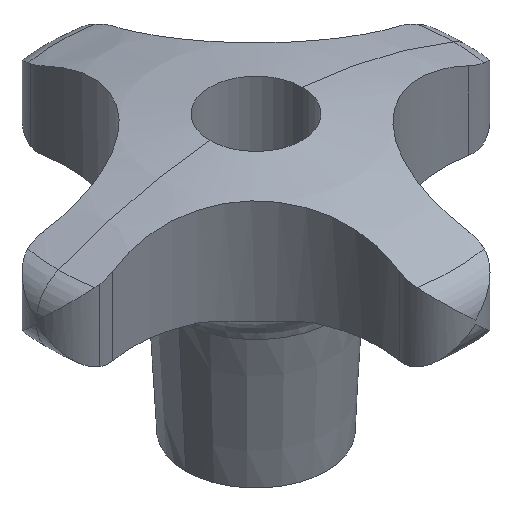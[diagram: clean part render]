
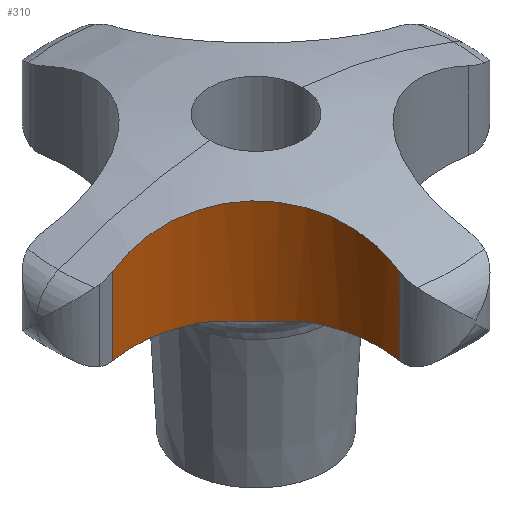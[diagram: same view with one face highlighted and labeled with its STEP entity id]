
A CAD part, isometric view. The second image highlights one B-rep face of the part: STEP entity #310.
In plain terms, the highlighted cylindrical face has radius 28 mm (diameter 56 mm), a partial arc.
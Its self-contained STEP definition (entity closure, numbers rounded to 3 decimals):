
#310=ADVANCED_FACE('',(#804),#805,.F.);
#342=VERTEX_POINT('',#838);
#378=EDGE_CURVE('',#410,#650,#878,.T.);
#404=EDGE_CURVE('',#730,#410,#905,.T.);
#410=VERTEX_POINT('',#912);
#556=EDGE_CURVE('',#634,#730,#1080,.T.);
#574=EDGE_CURVE('',#724,#650,#1099,.T.);
#578=EDGE_CURVE('',#724,#342,#1103,.T.);
#634=VERTEX_POINT('',#1162);
#650=VERTEX_POINT('',#1178);
#656=EDGE_CURVE('',#342,#634,#1184,.T.);
#724=VERTEX_POINT('',#1258);
#730=VERTEX_POINT('',#1265);
#804=FACE_OUTER_BOUND('',#1374,.T.);
#805=CYLINDRICAL_SURFACE('',#1375,28.);
#838=CARTESIAN_POINT('',(-10.017,-23.541,38.0));
#878=B_SPLINE_CURVE_WITH_KNOTS('',3,(#1558,#1559,#1560,#1561,#1562,#1563,#1564,#1565,#1566,#1567,#1568,#1569,#1570,#1571,#1572,#1573,#1574,#1575,#1576,#1577,#1578,#1579,#1580,#1581,#1582,#1583,#1584,#1585,#1586,#1587,#1588,#1589,#1590,#1591,#1592,#1593,#1594,#1595),.UNSPECIFIED.,.F.,.F.,(4,2,2,2,2,2,2,2,2,2,2,2,2,2,2,2,2,2,4),(48.185,51.308,54.431,57.554,60.677,63.799,66.922,70.045,73.168,76.266,79.363,82.46,85.558,88.655,91.753,94.85,97.948,101.239,102.162),.UNSPECIFIED.);
#905=LINE('',#1660,#1661);
#912=CARTESIAN_POINT('',(-40.531,-7.864,55.674));
#1080=CIRCLE('',#2023,28.);
#1099=LINE('',#2063,#2064);
#1103=CIRCLE('',#2069,28.);
#1162=CARTESIAN_POINT('',(-23.541,-10.017,38.0));
#1178=CARTESIAN_POINT('',(-7.864,-40.531,55.674));
#1184=B_SPLINE_CURVE_WITH_KNOTS('',3,(#2285,#2286,#2287,#2288,#2289,#2290,#2291,#2292,#2293,#2294,#2295,#2296,#2297,#2298,#2299,#2300),.UNSPECIFIED.,.F.,.F.,(4,2,2,2,2,2,2,4),(-22.311,-19.198,-15.542,-13.652,-12.169,-10.542,-7.957,-2.823),.UNSPECIFIED.);
#1258=CARTESIAN_POINT('',(-7.864,-40.531,38.0));
#1265=CARTESIAN_POINT('',(-40.531,-7.864,38.0));
#1374=EDGE_LOOP('',(#2532,#2533,#2534,#2535,#2536,#2537));
#1375=AXIS2_PLACEMENT_3D('',#2538,#2539,#2540);
#1558=CARTESIAN_POINT('',(-40.531,-7.864,55.674));
#1559=CARTESIAN_POINT('',(-39.57,-7.684,56.032));
#1560=CARTESIAN_POINT('',(-38.58,-7.552,56.383));
#1561=CARTESIAN_POINT('',(-36.561,-7.394,57.06));
#1562=CARTESIAN_POINT('',(-35.532,-7.369,57.387));
#1563=CARTESIAN_POINT('',(-33.457,-7.435,58.006));
#1564=CARTESIAN_POINT('',(-32.411,-7.526,58.3));
#1565=CARTESIAN_POINT('',(-30.323,-7.829,58.846));
#1566=CARTESIAN_POINT('',(-29.281,-8.041,59.1));
#1567=CARTESIAN_POINT('',(-27.222,-8.583,59.561));
#1568=CARTESIAN_POINT('',(-26.204,-8.915,59.769));
#1569=CARTESIAN_POINT('',(-24.211,-9.692,60.137));
#1570=CARTESIAN_POINT('',(-23.236,-10.139,60.296));
#1571=CARTESIAN_POINT('',(-21.349,-11.138,60.564));
#1572=CARTESIAN_POINT('',(-20.436,-11.69,60.673));
#1573=CARTESIAN_POINT('',(-18.69,-12.886,60.838));
#1574=CARTESIAN_POINT('',(-17.856,-13.53,60.895));
#1575=CARTESIAN_POINT('',(-16.289,-14.886,60.958));
#1576=CARTESIAN_POINT('',(-15.536,-15.613,60.966));
#1577=CARTESIAN_POINT('',(-14.107,-17.159,60.931));
#1578=CARTESIAN_POINT('',(-13.431,-17.979,60.888));
#1579=CARTESIAN_POINT('',(-12.173,-19.697,60.75));
#1580=CARTESIAN_POINT('',(-11.59,-20.595,60.655));
#1581=CARTESIAN_POINT('',(-10.532,-22.452,60.414));
#1582=CARTESIAN_POINT('',(-10.056,-23.411,60.269));
#1583=CARTESIAN_POINT('',(-9.219,-25.37,59.93));
#1584=CARTESIAN_POINT('',(-8.858,-26.372,59.736));
#1585=CARTESIAN_POINT('',(-8.253,-28.398,59.304));
#1586=CARTESIAN_POINT('',(-8.01,-29.423,59.066));
#1587=CARTESIAN_POINT('',(-7.643,-31.473,58.552));
#1588=CARTESIAN_POINT('',(-7.518,-32.498,58.276));
#1589=CARTESIAN_POINT('',(-7.382,-34.527,57.693));
#1590=CARTESIAN_POINT('',(-7.371,-35.531,57.386));
#1591=CARTESIAN_POINT('',(-7.452,-37.556,56.733));
#1592=CARTESIAN_POINT('',(-7.553,-38.606,56.375));
#1593=CARTESIAN_POINT('',(-7.759,-39.945,55.891));
#1594=CARTESIAN_POINT('',(-7.809,-40.238,55.783));
#1595=CARTESIAN_POINT('',(-7.864,-40.531,55.674));
#1660=CARTESIAN_POINT('',(-40.531,-7.864,0.));
#1661=VECTOR('',#2643,1.0);
#2023=AXIS2_PLACEMENT_3D('',#2912,#2913,#2914);
#2063=CARTESIAN_POINT('',(-7.864,-40.531,0.));
#2064=VECTOR('',#2932,1.0);
#2069=AXIS2_PLACEMENT_3D('',#2933,#2934,#2935);
#2285=CARTESIAN_POINT('',(-10.017,-23.541,38.0));
#2286=CARTESIAN_POINT('',(-10.456,-22.602,38.0));
#2287=CARTESIAN_POINT('',(-10.945,-21.69,37.91));
#2288=CARTESIAN_POINT('',(-12.112,-19.776,37.651));
#2289=CARTESIAN_POINT('',(-12.815,-18.775,37.469));
#2290=CARTESIAN_POINT('',(-13.982,-17.326,37.277));
#2291=CARTESIAN_POINT('',(-14.395,-16.848,37.227));
#2292=CARTESIAN_POINT('',(-15.168,-16.011,37.178));
#2293=CARTESIAN_POINT('',(-15.516,-15.655,37.17));
#2294=CARTESIAN_POINT('',(-16.27,-14.923,37.187));
#2295=CARTESIAN_POINT('',(-16.672,-14.554,37.214));
#2296=CARTESIAN_POINT('',(-17.745,-13.627,37.323));
#2297=CARTESIAN_POINT('',(-18.425,-13.094,37.426));
#2298=CARTESIAN_POINT('',(-20.513,-11.604,37.755));
#2299=CARTESIAN_POINT('',(-21.991,-10.741,38.0));
#2300=CARTESIAN_POINT('',(-23.541,-10.017,38.0));
#2532=ORIENTED_EDGE('',*,*,#378,.F.);
#2533=ORIENTED_EDGE('',*,*,#404,.F.);
#2534=ORIENTED_EDGE('',*,*,#556,.F.);
#2535=ORIENTED_EDGE('',*,*,#656,.F.);
#2536=ORIENTED_EDGE('',*,*,#578,.F.);
#2537=ORIENTED_EDGE('',*,*,#574,.T.);
#2538=CARTESIAN_POINT('',(-35.387,-35.387,0.));
#2539=DIRECTION('',(-0.0,0.,-1.0));
#2540=DIRECTION('',(-0.184,0.983,0.));
#2643=DIRECTION('',(0.0,0.,1.0));
#2912=CARTESIAN_POINT('',(-35.387,-35.387,38.0));
#2913=DIRECTION('',(0.,0.,1.0));
#2914=DIRECTION('',(-0.184,0.983,0.));
#2932=DIRECTION('',(0.0,0.,1.0));
#2933=CARTESIAN_POINT('',(-35.387,-35.387,38.0));
#2934=DIRECTION('',(0.,0.,1.0));
#2935=DIRECTION('',(-0.184,0.983,0.));
